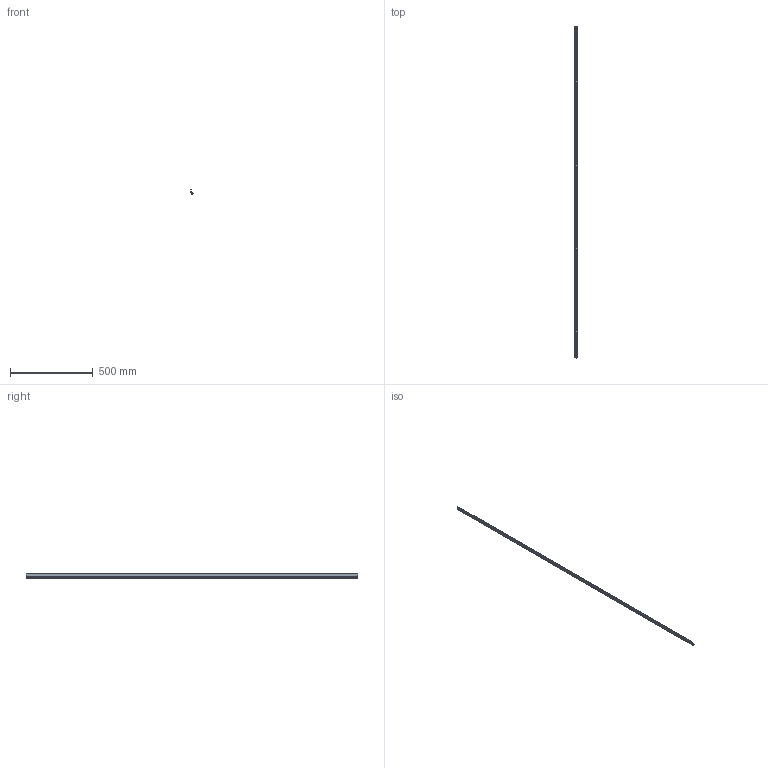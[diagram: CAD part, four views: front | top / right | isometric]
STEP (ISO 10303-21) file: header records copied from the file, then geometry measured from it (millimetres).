
FILE_DESCRIPTION(/* description */ ('KriTec Winkelleiste 8 Al M6, natur'),/* implementation_level */ '2;1');
FILE_NAME(/* name */ '13438_KriTec_Winkelleiste_8_Al_M6_natur.stp',/* time_stamp */ '2021-01-19T16:18:13+01:00',/* author */ ('jendrek'),/* organization */ (''),/* preprocessor_version */ 'ST-DEVELOPER v17',/* originating_system */ 'Autodesk Inventor 2018',/* authorisation */ '');
FILE_SCHEMA (('AUTOMOTIVE_DESIGN { 1 0 10303 214 3 1 1 }'));
Length unit declared in the file: millimetre
Products named in the file (3): 13438 ; 13438; DIN 913 - M6 x 12
Assembly tree (21 placements, depth 2):
  13438 
    13438
    DIN 913 - M6 x 12  x20
Bounding box: 16.4 x 2000 x 27.5 mm (x, y, z)
Volume: 242770.6 mm3; surface area: 179671.7 mm2
Topology: 21 solids, 21 shells, 286 faces, 772 edges, 508 vertices
Faces by surface type: plane 174, cone 60, cylinder 52
Full cylindrical faces by diameter (mm): 4.917 x20, 6 x20
Entity records: 2798 total; most frequent: CARTESIAN_POINT 661, ORIENTED_EDGE 440, DIRECTION 408, EDGE_CURVE 220, AXIS2_PLACEMENT_3D 152, VERTEX_POINT 147, LINE 104, VECTOR 104
